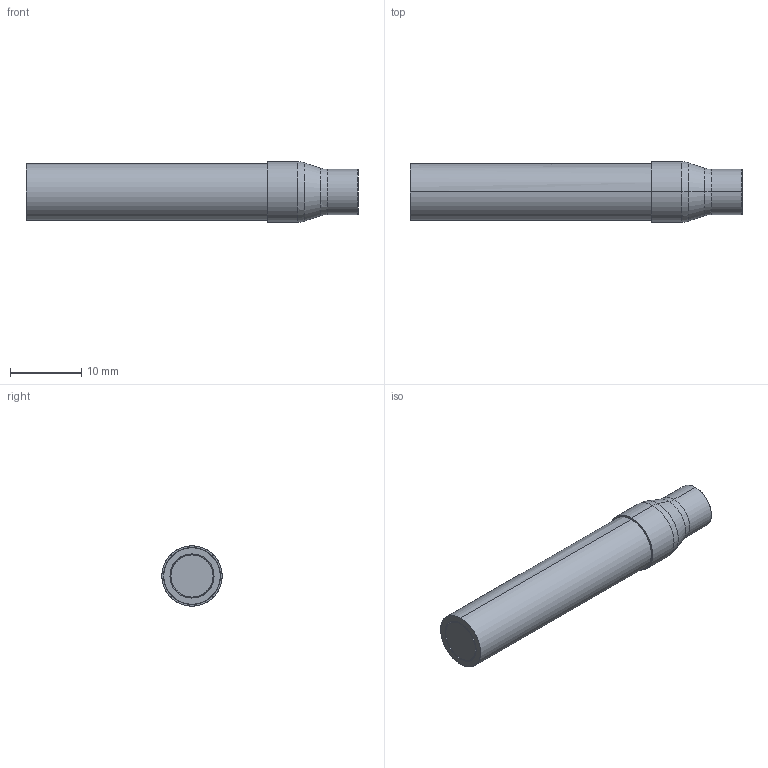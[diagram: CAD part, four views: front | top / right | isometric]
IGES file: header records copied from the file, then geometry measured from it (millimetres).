
Start section: SolidWorks IGES file using analytic representation for surfaces
Global section: file name: Web Model 18599_18600.igs; native system: SolidWorks 2018; preprocessor: SolidWorks 2018; author: JPoff; date: 210813.085015; units: millimetre
Bounding box: 46.55 x 8.46 x 8.46 mm (x, y, z)
Surface area: 2561.2 mm2 (no closed solid volume)
Topology: 0 solids, 0 shells, 88 faces, 877 edges, 869 vertices
Faces by surface type: revolution 61, bspline 27
